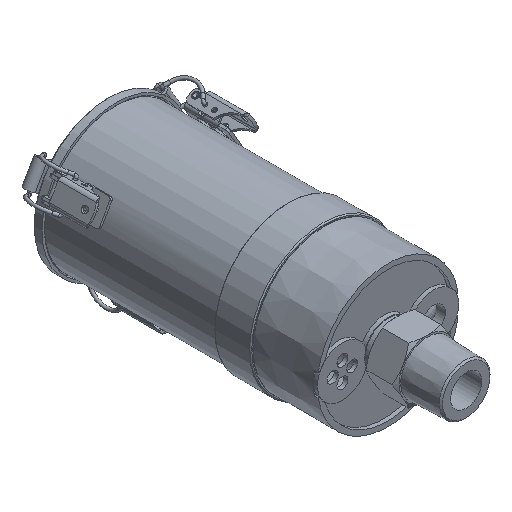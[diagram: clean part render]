
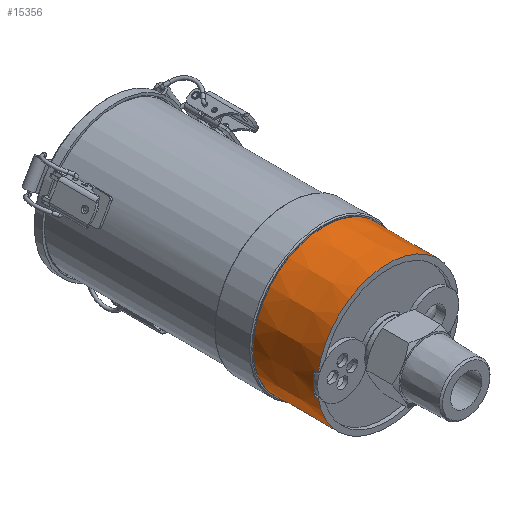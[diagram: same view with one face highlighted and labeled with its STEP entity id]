
A CAD part, isometric view. The second image highlights one B-rep face of the part: STEP entity #15356.
In plain terms, the highlighted conical face has half-angle 0.25 degrees and reference radius 45.45 mm.
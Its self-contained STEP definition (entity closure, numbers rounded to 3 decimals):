
#881 = ORIENTED_EDGE ( 'NONE', *, *, #10311, .F. ) ;
#1075 = VERTEX_POINT ( 'NONE', #50299 ) ;
#1936 = VERTEX_POINT ( 'NONE', #11743 ) ;
#2493 = CIRCLE ( 'NONE', #8786, 45.45 ) ;
#2699 = VERTEX_POINT ( 'NONE', #35673 ) ;
#2821 = CARTESIAN_POINT ( 'NONE',  ( 0., 25., 0. ) ) ;
#3045 = EDGE_CURVE ( 'NONE', #43377, #1936, #42446, .T. ) ;
#3148 = DIRECTION ( 'NONE',  ( 0., 1., 0. ) ) ;
#3547 = CARTESIAN_POINT ( 'NONE',  ( 0., 27.5, 0. ) ) ;
#3667 = CARTESIAN_POINT ( 'NONE',  ( 0., 65.9, 0. ) ) ;
#3876 = ORIENTED_EDGE ( 'NONE', *, *, #3045, .T. ) ;
#4838 = CARTESIAN_POINT ( 'NONE',  ( -44.698, 26.308, 7.218 ) ) ;
#6154 = CIRCLE ( 'NONE', #34800, 45.272 ) ;
#6839 = CARTESIAN_POINT ( 'NONE',  ( 0., 65.9, 0. ) ) ;
#7452 = CARTESIAN_POINT ( 'NONE',  ( 44.698, 26.308, -7.218 ) ) ;
#7597 = CARTESIAN_POINT ( 'NONE',  ( 44.676, 25., 7.317 ) ) ;
#7724 = ORIENTED_EDGE ( 'NONE', *, *, #53474, .T. ) ;
#8415 = DIRECTION ( 'NONE',  ( 0., 1., 0. ) ) ;
#8786 = AXIS2_PLACEMENT_3D ( 'NONE', #6839, #40440, #22841 ) ;
#9001 = B_SPLINE_CURVE_WITH_KNOTS ( 'NONE', 3,
 ( #7597, #20489, #32797, #45353, #11812, #49841, #11525 ),
 .UNSPECIFIED., .F., .F.,
 ( 4, 3, 4 ),
 ( 0., 0.002, 0.003 ),
 .UNSPECIFIED. ) ;
#9316 = CARTESIAN_POINT ( 'NONE',  ( -44.676, 25., 7.317 ) ) ;
#9698 = CIRCLE ( 'NONE', #23168, 45.282 ) ;
#10311 = EDGE_CURVE ( 'NONE', #43377, #2699, #9698, .T. ) ;
#11525 = CARTESIAN_POINT ( 'NONE',  ( 44.718, 27.5, 7.126 ) ) ;
#11653 = CARTESIAN_POINT ( 'NONE',  ( 44.712, 27.141, -7.154 ) ) ;
#11743 = CARTESIAN_POINT ( 'NONE',  ( -44.676, 25., 7.317 ) ) ;
#11812 = CARTESIAN_POINT ( 'NONE',  ( 44.712, 27.141, 7.154 ) ) ;
#12109 = DIRECTION ( 'NONE',  ( 0., -1., 0. ) ) ;
#13125 = CARTESIAN_POINT ( 'NONE',  ( -44.715, 27.32, -7.14 ) ) ;
#13393 = CARTESIAN_POINT ( 'NONE',  ( -44.687, 25.654, -7.267 ) ) ;
#15109 = AXIS2_PLACEMENT_3D ( 'NONE', #29170, #3148, #36266 ) ;
#15147 = CONICAL_SURFACE ( 'NONE', #17795, 45.45, 0.004 ) ;
#15356 = ADVANCED_FACE ( 'NONE', ( #38375, #54610 ), #15147, .T. ) ;
#16292 = DIRECTION ( 'NONE',  ( 0., 1., 0. ) ) ;
#17158 = EDGE_CURVE ( 'NONE', #1936, #46185, #24940, .T. ) ;
#17795 = AXIS2_PLACEMENT_3D ( 'NONE', #3667, #8415, #50919 ) ;
#18255 = CARTESIAN_POINT ( 'NONE',  ( -44.715, 27.32, 7.14 ) ) ;
#20489 = CARTESIAN_POINT ( 'NONE',  ( 44.687, 25.654, 7.267 ) ) ;
#21003 = CARTESIAN_POINT ( 'NONE',  ( -45.45, 65.9, 0. ) ) ;
#21256 = CARTESIAN_POINT ( 'NONE',  ( -44.676, 25., -7.317 ) ) ;
#21495 = DIRECTION ( 'NONE',  ( 0., 0., 1. ) ) ;
#22763 = EDGE_CURVE ( 'NONE', #31138, #49361, #42521, .T. ) ;
#22841 = DIRECTION ( 'NONE',  ( -1., 0., 0. ) ) ;
#23168 = AXIS2_PLACEMENT_3D ( 'NONE', #24172, #12109, #25006 ) ;
#24172 = CARTESIAN_POINT ( 'NONE',  ( 0., 27.5, 0. ) ) ;
#24414 = DIRECTION ( 'NONE',  ( 0., 0., 1. ) ) ;
#24552 = CARTESIAN_POINT ( 'NONE',  ( 44.687, 25.654, -7.267 ) ) ;
#24826 = CARTESIAN_POINT ( 'NONE',  ( 44.676, 25., -7.317 ) ) ;
#24940 = CIRCLE ( 'NONE', #15109, 45.272 ) ;
#25006 = DIRECTION ( 'NONE',  ( 0., 0., 1. ) ) ;
#28742 = CARTESIAN_POINT ( 'NONE',  ( 44.709, 26.961, -7.168 ) ) ;
#29170 = CARTESIAN_POINT ( 'NONE',  ( 0., 25., 0. ) ) ;
#29349 = CARTESIAN_POINT ( 'NONE',  ( -44.698, 26.308, -7.218 ) ) ;
#30044 = CARTESIAN_POINT ( 'NONE',  ( -44.718, 27.5, 7.126 ) ) ;
#30319 = CARTESIAN_POINT ( 'NONE',  ( -44.709, 26.961, 7.168 ) ) ;
#30603 = CARTESIAN_POINT ( 'NONE',  ( -44.712, 27.141, 7.154 ) ) ;
#30605 = EDGE_LOOP ( 'NONE', ( #53142 ) ) ;
#30885 = CARTESIAN_POINT ( 'NONE',  ( 44.676, 25., 7.317 ) ) ;
#31069 = ORIENTED_EDGE ( 'NONE', *, *, #48676, .T. ) ;
#31138 = VERTEX_POINT ( 'NONE', #32639 ) ;
#31853 = EDGE_LOOP ( 'NONE', ( #36565, #31069, #7724, #35324, #881, #3876, #53712, #47644 ) ) ;
#32639 = CARTESIAN_POINT ( 'NONE',  ( 44.718, 27.5, -7.126 ) ) ;
#32797 = CARTESIAN_POINT ( 'NONE',  ( 44.698, 26.308, 7.218 ) ) ;
#32917 = CARTESIAN_POINT ( 'NONE',  ( 44.718, 27.5, -7.126 ) ) ;
#33033 = VERTEX_POINT ( 'NONE', #38025 ) ;
#33869 = EDGE_CURVE ( 'NONE', #33033, #2699, #43575, .T. ) ;
#34380 = CARTESIAN_POINT ( 'NONE',  ( -44.709, 26.961, -7.168 ) ) ;
#34800 = AXIS2_PLACEMENT_3D ( 'NONE', #2821, #16292, #24414 ) ;
#35021 = CARTESIAN_POINT ( 'NONE',  ( -44.718, 27.5, 7.126 ) ) ;
#35324 = ORIENTED_EDGE ( 'NONE', *, *, #33869, .T. ) ;
#35673 = CARTESIAN_POINT ( 'NONE',  ( -44.718, 27.5, -7.126 ) ) ;
#36266 = DIRECTION ( 'NONE',  ( 0., 0., 1. ) ) ;
#36565 = ORIENTED_EDGE ( 'NONE', *, *, #22763, .F. ) ;
#38025 = CARTESIAN_POINT ( 'NONE',  ( -44.676, 25., -7.317 ) ) ;
#38375 = FACE_OUTER_BOUND ( 'NONE', #30605, .T. ) ;
#40440 = DIRECTION ( 'NONE',  ( 0., 1., 0. ) ) ;
#42247 = VERTEX_POINT ( 'NONE', #21003 ) ;
#42446 = B_SPLINE_CURVE_WITH_KNOTS ( 'NONE', 3,
 ( #30044, #18255, #30603, #30319, #4838, #47638, #9316 ),
 .UNSPECIFIED., .F., .F.,
 ( 4, 3, 4 ),
 ( 0., 0.001, 0.003 ),
 .UNSPECIFIED. ) ;
#42521 = CIRCLE ( 'NONE', #50567, 45.282 ) ;
#43377 = VERTEX_POINT ( 'NONE', #35021 ) ;
#43575 = B_SPLINE_CURVE_WITH_KNOTS ( 'NONE', 3,
 ( #21256, #13393, #29349, #34380, #51417, #13125, #47236 ),
 .UNSPECIFIED., .F., .F.,
 ( 4, 3, 4 ),
 ( 0., 0.002, 0.003 ),
 .UNSPECIFIED. ) ;
#45353 = CARTESIAN_POINT ( 'NONE',  ( 44.709, 26.961, 7.168 ) ) ;
#46066 = DIRECTION ( 'NONE',  ( 0., -1., 0. ) ) ;
#46185 = VERTEX_POINT ( 'NONE', #30885 ) ;
#47153 = B_SPLINE_CURVE_WITH_KNOTS ( 'NONE', 3,
 ( #32917, #49954, #11653, #28742, #7452, #24552, #24826 ),
 .UNSPECIFIED., .F., .F.,
 ( 4, 3, 4 ),
 ( 0., 0.001, 0.003 ),
 .UNSPECIFIED. ) ;
#47236 = CARTESIAN_POINT ( 'NONE',  ( -44.718, 27.5, -7.126 ) ) ;
#47638 = CARTESIAN_POINT ( 'NONE',  ( -44.687, 25.654, 7.267 ) ) ;
#47644 = ORIENTED_EDGE ( 'NONE', *, *, #50943, .T. ) ;
#48323 = CARTESIAN_POINT ( 'NONE',  ( 44.718, 27.5, 7.126 ) ) ;
#48676 = EDGE_CURVE ( 'NONE', #31138, #1075, #47153, .T. ) ;
#49361 = VERTEX_POINT ( 'NONE', #48323 ) ;
#49841 = CARTESIAN_POINT ( 'NONE',  ( 44.715, 27.32, 7.14 ) ) ;
#49954 = CARTESIAN_POINT ( 'NONE',  ( 44.715, 27.32, -7.14 ) ) ;
#50299 = CARTESIAN_POINT ( 'NONE',  ( 44.676, 25., -7.317 ) ) ;
#50567 = AXIS2_PLACEMENT_3D ( 'NONE', #3547, #46066, #21495 ) ;
#50919 = DIRECTION ( 'NONE',  ( -1., 0., 0. ) ) ;
#50943 = EDGE_CURVE ( 'NONE', #46185, #49361, #9001, .T. ) ;
#51417 = CARTESIAN_POINT ( 'NONE',  ( -44.712, 27.141, -7.154 ) ) ;
#53142 = ORIENTED_EDGE ( 'NONE', *, *, #54008, .F. ) ;
#53474 = EDGE_CURVE ( 'NONE', #1075, #33033, #6154, .T. ) ;
#53712 = ORIENTED_EDGE ( 'NONE', *, *, #17158, .T. ) ;
#54008 = EDGE_CURVE ( 'NONE', #42247, #42247, #2493, .T. ) ;
#54610 = FACE_BOUND ( 'NONE', #31853, .T. ) ;
